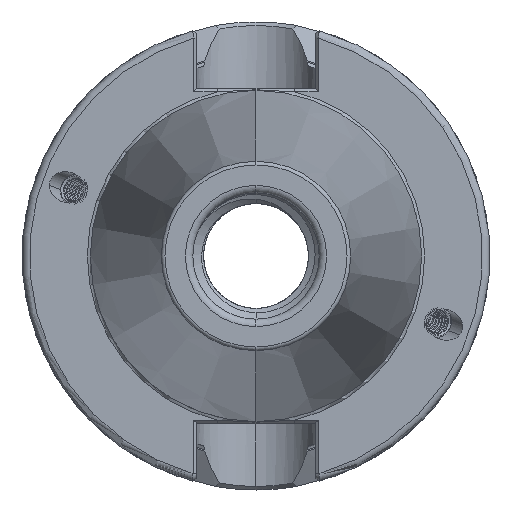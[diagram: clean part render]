
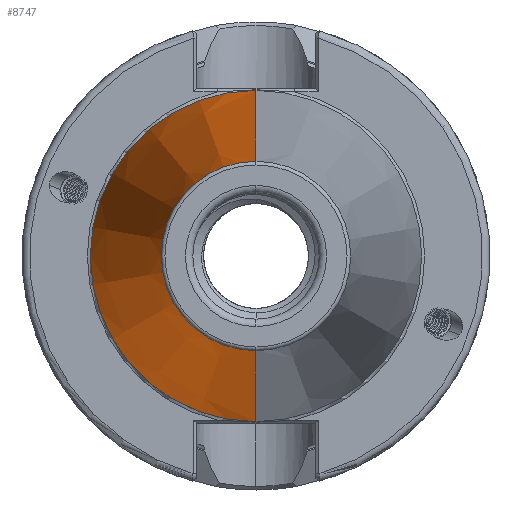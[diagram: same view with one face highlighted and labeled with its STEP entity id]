
A CAD part, left-side view. The second image highlights one B-rep face of the part: STEP entity #8747.
In plain terms, the highlighted conical face has half-angle 8.297 degrees and reference radius 22.298 mm.
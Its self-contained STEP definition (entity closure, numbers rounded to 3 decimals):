
#546 = EDGE_LOOP ( 'NONE', ( #25109, #25074, #25011, #25097 ) ) ;
#700 = VECTOR ( 'NONE', #11032, 1000. ) ;
#702 = CIRCLE ( 'NONE', #10629, 12.75 ) ;
#720 = LINE ( 'NONE', #10878, #700 ) ;
#1635 = EDGE_CURVE ( 'NONE', #2106, #2492, #702, .T. ) ;
#1637 = EDGE_CURVE ( 'NONE', #2106, #2111, #720, .T. ) ;
#1656 = EDGE_CURVE ( 'NONE', #2492, #2507, #24231, .T. ) ;
#1678 = EDGE_CURVE ( 'NONE', #2111, #2507, #24253, .T. ) ;
#2106 = VERTEX_POINT ( 'NONE', #23830 ) ;
#2111 = VERTEX_POINT ( 'NONE', #23834 ) ;
#2492 = VERTEX_POINT ( 'NONE', #23958 ) ;
#2507 = VERTEX_POINT ( 'NONE', #23970 ) ;
#8747 = ADVANCED_FACE ( 'NONE', ( #15543 ), #15567, .T. ) ;
#10629 = AXIS2_PLACEMENT_3D ( 'NONE', #10899, #10926, #10869 ) ;
#10688 = AXIS2_PLACEMENT_3D ( 'NONE', #11678, #11685, #11742 ) ;
#10869 = DIRECTION ( 'NONE',  ( 0., 0., -1. ) ) ;
#10878 = CARTESIAN_POINT ( 'NONE',  ( -1.5, 0., -22.298 ) ) ;
#10899 = CARTESIAN_POINT ( 'NONE',  ( -66.972, 0., 0. ) ) ;
#10926 = DIRECTION ( 'NONE',  ( 1., 0., 0. ) ) ;
#11032 = DIRECTION ( 'NONE',  ( 0.99, 0., -0.144 ) ) ;
#11304 = AXIS2_PLACEMENT_3D ( 'NONE', #13731, #13738, #13732 ) ;
#11422 = CARTESIAN_POINT ( 'NONE',  ( -1.5, 0., 22.298 ) ) ;
#11457 = DIRECTION ( 'NONE',  ( 0.99, 0., 0.144 ) ) ;
#11678 = CARTESIAN_POINT ( 'NONE',  ( -1.5, 0., 0. ) ) ;
#11685 = DIRECTION ( 'NONE',  ( 1., 0., 0. ) ) ;
#11742 = DIRECTION ( 'NONE',  ( 0., 0., -1. ) ) ;
#13731 = CARTESIAN_POINT ( 'NONE',  ( -1.5, 0., 0. ) ) ;
#13732 = DIRECTION ( 'NONE',  ( 0., 0., -1. ) ) ;
#13738 = DIRECTION ( 'NONE',  ( 1., 0., 0. ) ) ;
#15543 = FACE_OUTER_BOUND ( 'NONE', #546, .T. ) ;
#15567 = CONICAL_SURFACE ( 'NONE', #11304, 22.298, 0.145 ) ;
#23830 = CARTESIAN_POINT ( 'NONE',  ( -66.972, 0., -12.75 ) ) ;
#23834 = CARTESIAN_POINT ( 'NONE',  ( -1.5, 0., -22.298 ) ) ;
#23958 = CARTESIAN_POINT ( 'NONE',  ( -66.972, 0., 12.75 ) ) ;
#23970 = CARTESIAN_POINT ( 'NONE',  ( -1.5, 0., 22.298 ) ) ;
#24231 = LINE ( 'NONE', #11422, #24232 ) ;
#24232 = VECTOR ( 'NONE', #11457, 1000. ) ;
#24253 = CIRCLE ( 'NONE', #10688, 22.298 ) ;
#25011 = ORIENTED_EDGE ( 'NONE', *, *, #1678, .F. ) ;
#25074 = ORIENTED_EDGE ( 'NONE', *, *, #1656, .T. ) ;
#25097 = ORIENTED_EDGE ( 'NONE', *, *, #1637, .F. ) ;
#25109 = ORIENTED_EDGE ( 'NONE', *, *, #1635, .T. ) ;
